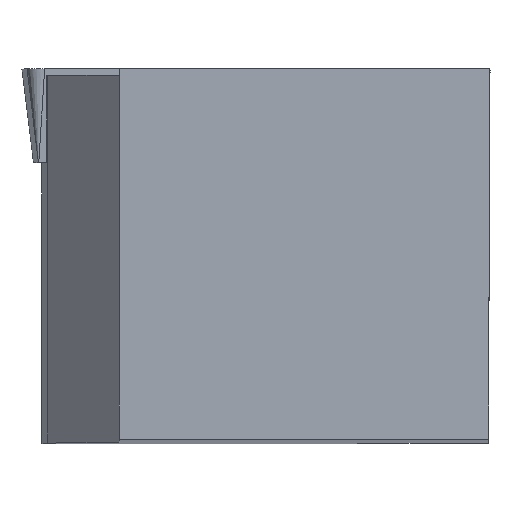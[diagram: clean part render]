
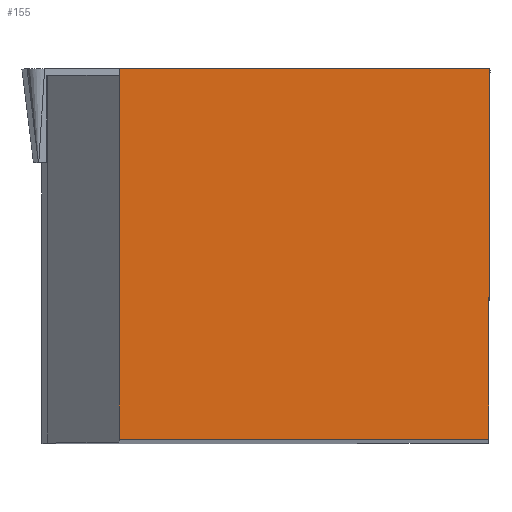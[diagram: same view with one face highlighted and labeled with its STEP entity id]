
A CAD part, top view. The second image highlights one B-rep face of the part: STEP entity #155.
In plain terms, the highlighted planar face has unit normal (0, 0, 1).
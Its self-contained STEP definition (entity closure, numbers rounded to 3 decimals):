
#125=FACE_OUTER_BOUND('',#348,.T.);
#155=ADVANCED_FACE('BLANK_BOXF006',(#125),#180,.F.);
#180=PLANE('',#756);
#202=LINE('',#1041,#256);
#211=LINE('',#1059,#265);
#225=LINE('',#1088,#279);
#227=LINE('',#1091,#281);
#256=VECTOR('',#847,1.);
#265=VECTOR('',#860,1.);
#279=VECTOR('',#880,1.);
#281=VECTOR('',#884,1.);
#348=EDGE_LOOP('',(#474,#475,#476,#477));
#474=ORIENTED_EDGE('',*,*,#613,.F.);
#475=ORIENTED_EDGE('',*,*,#596,.F.);
#476=ORIENTED_EDGE('',*,*,#587,.F.);
#477=ORIENTED_EDGE('',*,*,#611,.F.);
#529=VERTEX_POINT('',#1040);
#530=VERTEX_POINT('',#1042);
#537=VERTEX_POINT('',#1060);
#548=VERTEX_POINT('',#1087);
#587=EDGE_CURVE('',#529,#530,#202,.T.);
#596=EDGE_CURVE('',#530,#537,#211,.T.);
#611=EDGE_CURVE('',#548,#529,#225,.T.);
#613=EDGE_CURVE('',#537,#548,#227,.T.);
#756=AXIS2_PLACEMENT_3D('',#1154,#914,#915);
#847=DIRECTION('',(-0.004,-1.,0.));
#860=DIRECTION('',(-1.,0.,0.));
#880=DIRECTION('',(1.,0.,0.));
#884=DIRECTION('',(0.,1.,0.));
#914=DIRECTION('',(0.,0.,-1.));
#915=DIRECTION('',(-1.,0.,0.));
#1040=CARTESIAN_POINT('',(0.,12.573,0.));
#1041=CARTESIAN_POINT('',(0.381,99.899,0.));
#1042=CARTESIAN_POINT('',(-0.055,0.,0.));
#1059=CARTESIAN_POINT('',(99.9,0.,0.));
#1060=CARTESIAN_POINT('',(-12.573,0.,0.));
#1087=CARTESIAN_POINT('',(-12.573,12.573,0.));
#1088=CARTESIAN_POINT('',(-99.9,12.573,0.));
#1091=CARTESIAN_POINT('',(-12.573,-99.9,0.));
#1154=CARTESIAN_POINT('',(-26.875,-5.,0.));
